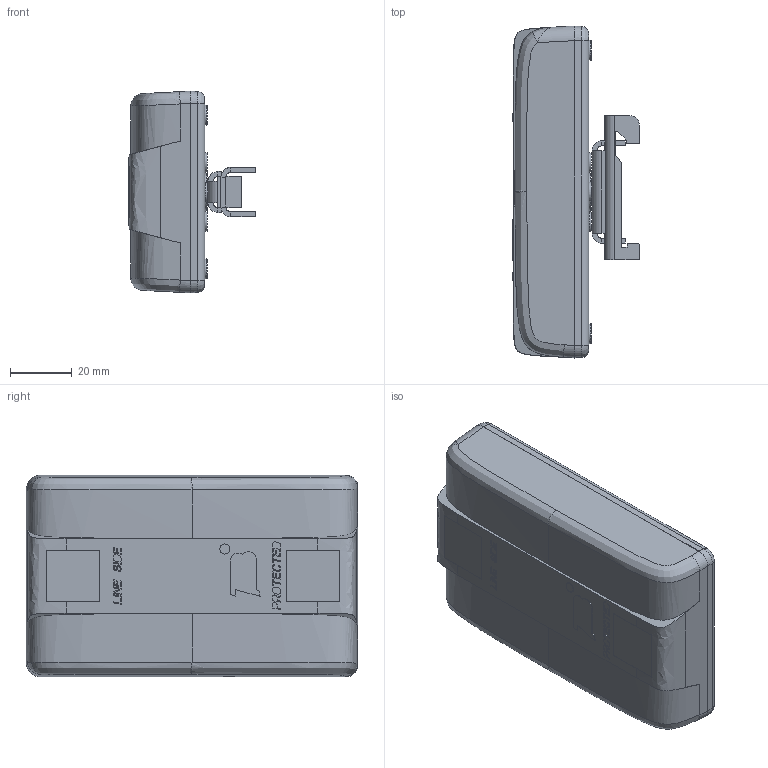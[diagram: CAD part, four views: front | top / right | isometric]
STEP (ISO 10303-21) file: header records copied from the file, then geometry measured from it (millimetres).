
FILE_DESCRIPTION((''),'2;1');
FILE_NAME('1500s.stp','2015-01-19T13:53:37',('thomast'),(''),'Autodesk Inventor 2012','Autodesk Inventor 2012','');
FILE_SCHEMA(('AUTOMOTIVE_DESIGN { 1 0 10303 214 1 1 1 1 }'));
Length unit declared in the file: inch
Products named in the file (1): 1500s
Bounding box: 40.97 x 107.01 x 65.1 mm (x, y, z)
Surface area: 50296.6 mm2 (no closed solid volume)
Topology: 0 solids, 8 shells, 675 faces, 1780 edges, 1146 vertices
Faces by surface type: plane 497, cylinder 101, bspline 50, torus 16, cone 11
Full cylindrical faces by diameter (mm): 3.251 x1, 4 x1, 4.547 x4, 5.397 x1, 6.35 x4, 8 x1
Entity records: 29077 total; most frequent: CARTESIAN_POINT 12742, ORIENTED_EDGE 3492, DIRECTION 3031, EDGE_CURVE 1746, VECTOR 1353, LINE 1353, VERTEX_POINT 1139, AXIS2_PLACEMENT_3D 839
